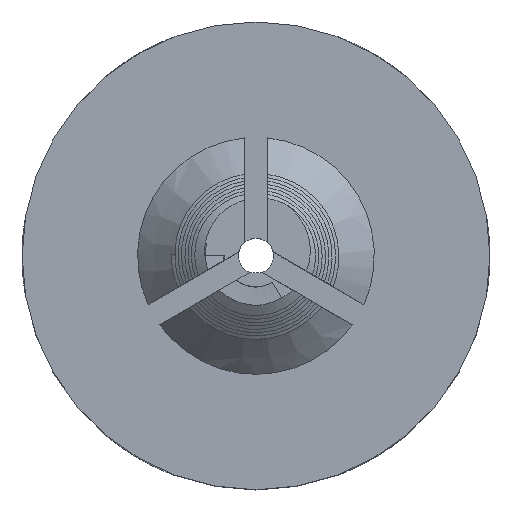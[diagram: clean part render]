
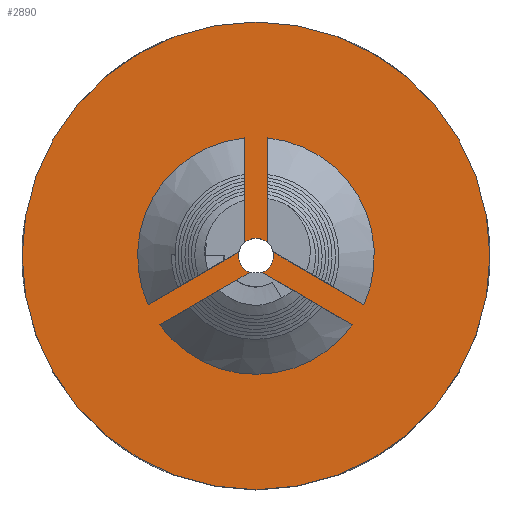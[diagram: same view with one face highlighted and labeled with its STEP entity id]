
A CAD part, top view. The second image highlights one B-rep face of the part: STEP entity #2890.
In plain terms, the highlighted planar face has unit normal (0, 0, 1).
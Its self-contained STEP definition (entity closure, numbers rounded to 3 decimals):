
#20=FACE_BOUND('',#414,.T.);
#21=FACE_BOUND('',#415,.T.);
#22=FACE_BOUND('',#416,.T.);
#23=FACE_BOUND('',#417,.T.);
#252=FACE_OUTER_BOUND('',#413,.T.);
#413=EDGE_LOOP('',(#2093));
#414=EDGE_LOOP('',(#2094,#2095,#2096,#2097));
#415=EDGE_LOOP('',(#2098,#2099,#2100,#2101));
#416=EDGE_LOOP('',(#2102,#2103,#2104,#2105));
#417=EDGE_LOOP('',(#2106));
#672=B_SPLINE_CURVE_WITH_KNOTS('',3,(#4966,#4967,#4968,#4969,#4970,#4971),
 .UNSPECIFIED.,.F.,.F.,(4,1,1,4),(-1.472,-0.659,
-0.117,0.425),.UNSPECIFIED.);
#674=B_SPLINE_CURVE_WITH_KNOTS('',3,(#5001,#5002,#5003,#5004,#5005,#5006),
 .UNSPECIFIED.,.F.,.F.,(4,1,1,4),(0.622,1.435,1.977,
2.519),.UNSPECIFIED.);
#675=B_SPLINE_CURVE_WITH_KNOTS('',3,(#5016,#5017,#5018,#5019,#5020,#5021),
 .UNSPECIFIED.,.F.,.F.,(4,1,1,4),(2.717,3.53,4.072,
4.614),.UNSPECIFIED.);
#929=CIRCLE('',#3089,10.);
#930=CIRCLE('',#3090,1.);
#931=CIRCLE('',#3091,1.);
#932=CIRCLE('',#3092,1.);
#933=CIRCLE('',#3093,0.75);
#954=LINE('',#3558,#1009);
#960=LINE('',#4245,#1015);
#971=LINE('',#4999,#1026);
#972=LINE('',#5008,#1027);
#973=LINE('',#5011,#1028);
#974=LINE('',#5015,#1029);
#1009=VECTOR('',#3178,10.);
#1015=VECTOR('',#3194,10.);
#1026=VECTOR('',#3255,10.);
#1027=VECTOR('',#3256,10.);
#1028=VECTOR('',#3259,10.);
#1029=VECTOR('',#3262,10.);
#1073=VERTEX_POINT('',#3555);
#1074=VERTEX_POINT('',#3557);
#1159=VERTEX_POINT('',#4237);
#1160=VERTEX_POINT('',#4244);
#1204=VERTEX_POINT('',#4949);
#1205=VERTEX_POINT('',#4995);
#1206=VERTEX_POINT('',#4997);
#1207=VERTEX_POINT('',#4998);
#1208=VERTEX_POINT('',#5000);
#1209=VERTEX_POINT('',#5007);
#1210=VERTEX_POINT('',#5010);
#1211=VERTEX_POINT('',#5013);
#1212=VERTEX_POINT('',#5014);
#1213=VERTEX_POINT('',#5023);
#1402=EDGE_CURVE('',#1073,#1074,#954,.T.);
#1491=EDGE_CURVE('',#1159,#1160,#960,.T.);
#1554=EDGE_CURVE('',#1204,#1159,#672,.T.);
#1556=EDGE_CURVE('',#1205,#1205,#929,.T.);
#1557=EDGE_CURVE('',#1206,#1207,#971,.T.);
#1558=EDGE_CURVE('',#1208,#1206,#674,.T.);
#1559=EDGE_CURVE('',#1209,#1208,#972,.T.);
#1560=EDGE_CURVE('',#1207,#1209,#930,.T.);
#1561=EDGE_CURVE('',#1210,#1204,#973,.T.);
#1562=EDGE_CURVE('',#1160,#1210,#931,.T.);
#1563=EDGE_CURVE('',#1211,#1212,#974,.T.);
#1564=EDGE_CURVE('',#1074,#1211,#675,.T.);
#1565=EDGE_CURVE('',#1212,#1073,#932,.T.);
#1566=EDGE_CURVE('',#1213,#1213,#933,.T.);
#2093=ORIENTED_EDGE('',*,*,#1556,.T.);
#2094=ORIENTED_EDGE('',*,*,#1557,.F.);
#2095=ORIENTED_EDGE('',*,*,#1558,.F.);
#2096=ORIENTED_EDGE('',*,*,#1559,.F.);
#2097=ORIENTED_EDGE('',*,*,#1560,.F.);
#2098=ORIENTED_EDGE('',*,*,#1491,.F.);
#2099=ORIENTED_EDGE('',*,*,#1554,.F.);
#2100=ORIENTED_EDGE('',*,*,#1561,.F.);
#2101=ORIENTED_EDGE('',*,*,#1562,.F.);
#2102=ORIENTED_EDGE('',*,*,#1563,.F.);
#2103=ORIENTED_EDGE('',*,*,#1564,.F.);
#2104=ORIENTED_EDGE('',*,*,#1402,.F.);
#2105=ORIENTED_EDGE('',*,*,#1565,.F.);
#2106=ORIENTED_EDGE('',*,*,#1566,.T.);
#2857=PLANE('',#3088);
#2890=ADVANCED_FACE('',(#252,#20,#21,#22,#23),#2857,.T.);
#3088=AXIS2_PLACEMENT_3D('',#4994,#3251,#3252);
#3089=AXIS2_PLACEMENT_3D('',#4996,#3253,#3254);
#3090=AXIS2_PLACEMENT_3D('',#5009,#3257,#3258);
#3091=AXIS2_PLACEMENT_3D('',#5012,#3260,#3261);
#3092=AXIS2_PLACEMENT_3D('',#5022,#3263,#3264);
#3093=AXIS2_PLACEMENT_3D('',#5024,#3265,#3266);
#3178=DIRECTION('',(0.866,-0.5,0.));
#3194=DIRECTION('',(0.866,0.5,0.));
#3251=DIRECTION('center_axis',(0.,0.,1.));
#3252=DIRECTION('ref_axis',(1.,0.,0.));
#3253=DIRECTION('center_axis',(0.,0.,1.));
#3254=DIRECTION('ref_axis',(1.,0.,0.));
#3255=DIRECTION('',(-0.866,0.5,0.));
#3256=DIRECTION('',(-0.866,-0.5,0.));
#3257=DIRECTION('center_axis',(0.,0.,-1.));
#3258=DIRECTION('ref_axis',(-1.,0.,0.));
#3259=DIRECTION('',(0.,1.,0.));
#3260=DIRECTION('center_axis',(0.,0.,-1.));
#3261=DIRECTION('ref_axis',(-1.,0.,0.));
#3262=DIRECTION('',(0.,-1.,0.));
#3263=DIRECTION('center_axis',(0.,0.,-1.));
#3264=DIRECTION('ref_axis',(-1.,0.,0.));
#3265=DIRECTION('center_axis',(0.,0.,-1.));
#3266=DIRECTION('ref_axis',(-1.,0.,0.));
#3555=CARTESIAN_POINT('',(1.,0.,6.5));
#3557=CARTESIAN_POINT('',(4.615,-2.087,6.5));
#3558=CARTESIAN_POINT('',(0.492,0.293,6.5));
#4237=CARTESIAN_POINT('',(-4.615,-2.087,6.5));
#4244=CARTESIAN_POINT('',(-1.,0.,6.5));
#4245=CARTESIAN_POINT('',(-2.095,-0.632,6.5));
#4949=CARTESIAN_POINT('',(-0.5,5.04,6.5));
#4966=CARTESIAN_POINT('Ctrl Pts',(-0.5,5.04,6.5));
#4967=CARTESIAN_POINT('Ctrl Pts',(-1.866,4.905,6.5));
#4968=CARTESIAN_POINT('Ctrl Pts',(-4.029,3.704,6.5));
#4969=CARTESIAN_POINT('Ctrl Pts',(-5.281,0.618,6.5));
#4970=CARTESIAN_POINT('Ctrl Pts',(-4.992,-1.254,6.5));
#4971=CARTESIAN_POINT('Ctrl Pts',(-4.615,-2.087,6.5));
#4994=CARTESIAN_POINT('Origin',(0.,0.,6.5));
#4995=CARTESIAN_POINT('',(10.,0.,6.5));
#4996=CARTESIAN_POINT('Origin',(0.,0.,6.5));
#4997=CARTESIAN_POINT('',(4.115,-2.953,6.5));
#4998=CARTESIAN_POINT('',(0.5,-0.866,6.5));
#4999=CARTESIAN_POINT('',(1.595,-1.498,6.5));
#5000=CARTESIAN_POINT('',(-4.115,-2.953,6.5));
#5001=CARTESIAN_POINT('Ctrl Pts',(-4.115,-2.953,6.5));
#5002=CARTESIAN_POINT('Ctrl Pts',(-3.315,-4.068,6.5));
#5003=CARTESIAN_POINT('Ctrl Pts',(-1.193,-5.341,6.5));
#5004=CARTESIAN_POINT('Ctrl Pts',(2.105,-4.883,6.5));
#5005=CARTESIAN_POINT('Ctrl Pts',(3.582,-3.696,6.5));
#5006=CARTESIAN_POINT('Ctrl Pts',(4.115,-2.953,6.5));
#5007=CARTESIAN_POINT('',(-0.5,-0.866,6.5));
#5008=CARTESIAN_POINT('',(0.008,-0.573,6.5));
#5009=CARTESIAN_POINT('Origin',(0.,0.,6.5));
#5010=CARTESIAN_POINT('',(-0.5,0.866,6.5));
#5011=CARTESIAN_POINT('',(-0.5,0.28,6.5));
#5012=CARTESIAN_POINT('Origin',(0.,0.,6.5));
#5013=CARTESIAN_POINT('',(0.5,5.04,6.5));
#5014=CARTESIAN_POINT('',(0.5,0.866,6.5));
#5015=CARTESIAN_POINT('',(0.5,2.131,6.5));
#5016=CARTESIAN_POINT('Ctrl Pts',(4.615,-2.087,6.5));
#5017=CARTESIAN_POINT('Ctrl Pts',(5.18,-0.837,6.5));
#5018=CARTESIAN_POINT('Ctrl Pts',(5.222,1.637,6.5));
#5019=CARTESIAN_POINT('Ctrl Pts',(3.176,4.265,6.5));
#5020=CARTESIAN_POINT('Ctrl Pts',(1.41,4.95,6.5));
#5021=CARTESIAN_POINT('Ctrl Pts',(0.5,5.04,6.5));
#5022=CARTESIAN_POINT('Origin',(0.,0.,6.5));
#5023=CARTESIAN_POINT('',(-0.75,0.,6.5));
#5024=CARTESIAN_POINT('Origin',(0.,0.,6.5));
